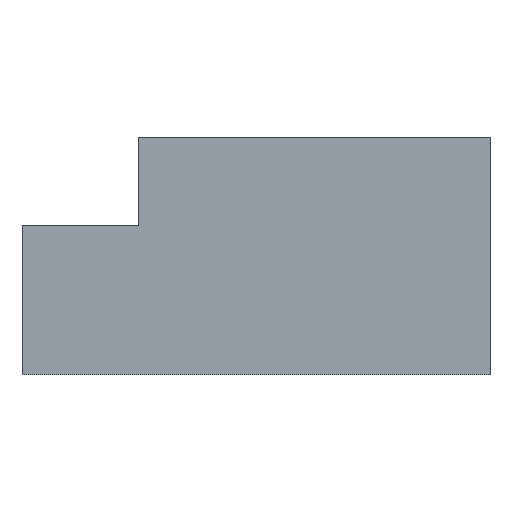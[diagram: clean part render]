
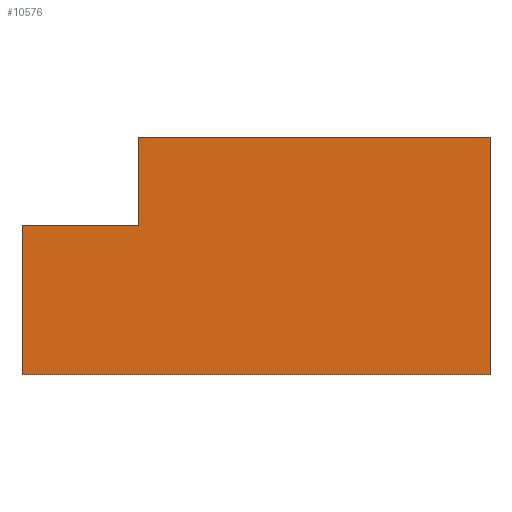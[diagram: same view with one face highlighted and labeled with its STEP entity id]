
A CAD part, front view. The second image highlights one B-rep face of the part: STEP entity #10576.
In plain terms, the highlighted planar face has unit normal (0, -1, 0).
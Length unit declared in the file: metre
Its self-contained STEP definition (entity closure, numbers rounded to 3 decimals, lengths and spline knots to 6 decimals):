
#751=LINE('',#15003,#1668);
#756=LINE('',#15014,#1673);
#762=LINE('',#15025,#1679);
#763=LINE('',#15027,#1680);
#764=LINE('',#15029,#1681);
#765=LINE('',#15031,#1682);
#1668=VECTOR('',#12087,1.);
#1673=VECTOR('',#12094,1.);
#1679=VECTOR('',#12104,1.);
#1680=VECTOR('',#12107,1.);
#1681=VECTOR('',#12110,1.);
#1682=VECTOR('',#12111,1.);
#2896=ORIENTED_EDGE('',*,*,#6207,.F.);
#2897=ORIENTED_EDGE('',*,*,#6208,.T.);
#2898=ORIENTED_EDGE('',*,*,#6199,.T.);
#2899=ORIENTED_EDGE('',*,*,#6205,.F.);
#2900=ORIENTED_EDGE('',*,*,#6206,.F.);
#2901=ORIENTED_EDGE('',*,*,#6194,.T.);
#6194=EDGE_CURVE('',#7854,#7853,#751,.T.);
#6199=EDGE_CURVE('',#7856,#7858,#756,.T.);
#6205=EDGE_CURVE('',#7861,#7858,#762,.T.);
#6206=EDGE_CURVE('',#7854,#7861,#763,.T.);
#6207=EDGE_CURVE('',#7862,#7853,#764,.T.);
#6208=EDGE_CURVE('',#7862,#7856,#765,.T.);
#7853=VERTEX_POINT('',#15002);
#7854=VERTEX_POINT('',#15004);
#7856=VERTEX_POINT('',#15009);
#7858=VERTEX_POINT('',#15013);
#7861=VERTEX_POINT('',#15024);
#7862=VERTEX_POINT('',#15030);
#9081=EDGE_LOOP('',(#2896,#2897,#2898,#2899,#2900,#2901));
#9730=FACE_BOUND('',#9081,.T.);
#10345=PLANE('',#11290);
#10576=ADVANCED_FACE('',(#9730),#10345,.T.);
#11290=AXIS2_PLACEMENT_3D('',#15028,#12108,#12109);
#12087=DIRECTION('',(-1.,0.,0.));
#12094=DIRECTION('',(0.,0.,-1.));
#12104=DIRECTION('',(-1.,0.,0.));
#12107=DIRECTION('',(0.,0.,-1.));
#12108=DIRECTION('',(0.,-1.,0.));
#12109=DIRECTION('',(0.,0.,-1.));
#12110=DIRECTION('',(0.,0.,1.));
#12111=DIRECTION('',(-1.,0.,0.));
#15002=CARTESIAN_POINT('',(0.099299,-0.056411,0.004064));
#15003=CARTESIAN_POINT('',(0.102799,-0.056411,0.004064));
#15004=CARTESIAN_POINT('',(0.105299,-0.056411,0.004064));
#15009=CARTESIAN_POINT('',(0.097299,-0.056411,0.002554));
#15013=CARTESIAN_POINT('',(0.097299,-0.056411,0.));
#15014=CARTESIAN_POINT('',(0.097299,-0.056411,0.004066));
#15024=CARTESIAN_POINT('',(0.105299,-0.056411,0.));
#15025=CARTESIAN_POINT('',(0.102799,-0.056411,0.));
#15027=CARTESIAN_POINT('',(0.105299,-0.056411,0.004066));
#15028=CARTESIAN_POINT('',(0.102799,-0.056411,0.004066));
#15029=CARTESIAN_POINT('',(0.099299,-0.056411,0.002554));
#15030=CARTESIAN_POINT('',(0.099299,-0.056411,0.002554));
#15031=CARTESIAN_POINT('',(0.099299,-0.056411,0.002554));
